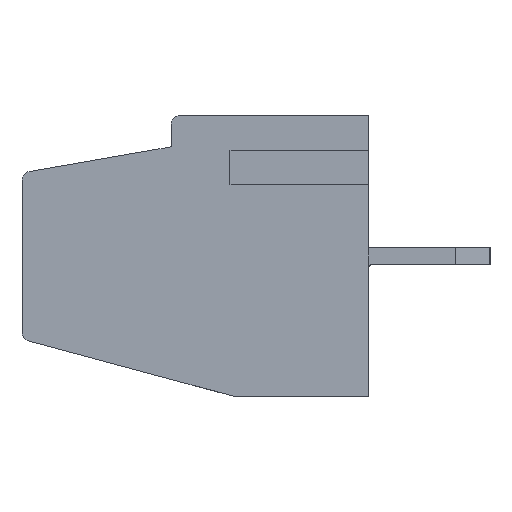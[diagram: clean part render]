
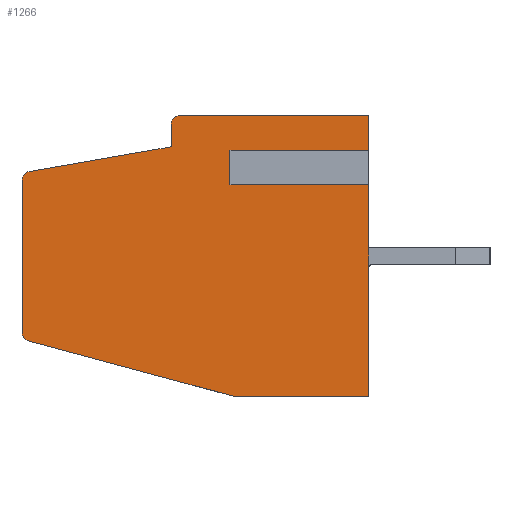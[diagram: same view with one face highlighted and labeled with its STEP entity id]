
A CAD part, left-side view. The second image highlights one B-rep face of the part: STEP entity #1266.
In plain terms, the highlighted planar face has unit normal (-1, 0, 0).
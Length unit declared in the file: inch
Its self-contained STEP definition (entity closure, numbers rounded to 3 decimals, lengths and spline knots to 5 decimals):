
#212 = DIRECTION ( 'NONE',  ( 0., 0., 1. ) ) ;
#244 = CIRCLE ( 'NONE', #3013, 0.00984 ) ;
#298 = EDGE_LOOP ( 'NONE', ( #5736, #4783, #3927, #5415, #5977, #4295, #472, #3964, #852, #2452 ) ) ;
#356 = EDGE_CURVE ( 'NONE', #6084, #5368, #2532, .T. ) ;
#407 = VERTEX_POINT ( 'NONE', #1809 ) ;
#422 = EDGE_CURVE ( 'NONE', #2173, #1357, #1846, .T. ) ;
#472 = ORIENTED_EDGE ( 'NONE', *, *, #5469, .T. ) ;
#530 = LINE ( 'NONE', #5806, #4687 ) ;
#682 = EDGE_CURVE ( 'NONE', #2024, #2173, #1800, .T. ) ;
#747 = VECTOR ( 'NONE', #6049, 39.37008 ) ;
#849 = VERTEX_POINT ( 'NONE', #1161 ) ;
#852 = ORIENTED_EDGE ( 'NONE', *, *, #6065, .F. ) ;
#1055 = CARTESIAN_POINT ( 'NONE',  ( -0.2, 0.02181, 0.12502 ) ) ;
#1161 = CARTESIAN_POINT ( 'NONE',  ( -0.2, -0.19685, 0.15945 ) ) ;
#1170 = LINE ( 'NONE', #3058, #5596 ) ;
#1266 = ADVANCED_FACE ( 'NONE', ( #3776 ), #3364, .F. ) ;
#1357 = VERTEX_POINT ( 'NONE', #5448 ) ;
#1480 = CARTESIAN_POINT ( 'NONE',  ( -0.2, 0.02756, 0.14961 ) ) ;
#1749 = EDGE_CURVE ( 'NONE', #407, #4886, #5432, .T. ) ;
#1800 = LINE ( 'NONE', #2389, #747 ) ;
#1809 = CARTESIAN_POINT ( 'NONE',  ( -0.2, 0.02756, 0.12402 ) ) ;
#1846 = LINE ( 'NONE', #3746, #5308 ) ;
#2006 = CARTESIAN_POINT ( 'NONE',  ( -0.2, 0.19685, 0.08621 ) ) ;
#2024 = VERTEX_POINT ( 'NONE', #5703 ) ;
#2173 = VERTEX_POINT ( 'NONE', #4559 ) ;
#2185 = DIRECTION ( 'NONE',  ( -1., 0., 0. ) ) ;
#2231 = DIRECTION ( 'NONE',  ( 0., 0., -1. ) ) ;
#2369 = CARTESIAN_POINT ( 'NONE',  ( -0.2, -0.19685, 0.15945 ) ) ;
#2389 = CARTESIAN_POINT ( 'NONE',  ( -0.2, 0.03709, -0.13756 ) ) ;
#2452 = ORIENTED_EDGE ( 'NONE', *, *, #356, .T. ) ;
#2532 = CIRCLE ( 'NONE', #5999, 0.00984 ) ;
#2600 = DIRECTION ( 'NONE',  ( 0., 0., -1. ) ) ;
#2666 = CARTESIAN_POINT ( 'NONE',  ( -0.2, 0.18701, -0.08695 ) ) ;
#2696 = VECTOR ( 'NONE', #5228, 39.37008 ) ;
#2760 = EDGE_CURVE ( 'NONE', #5675, #2024, #2902, .T. ) ;
#2880 = VECTOR ( 'NONE', #212, 39.37008 ) ;
#2895 = CARTESIAN_POINT ( 'NONE',  ( -0.2, -0.19685, 0.15945 ) ) ;
#2902 = CIRCLE ( 'NONE', #3604, 0.00984 ) ;
#2944 = DIRECTION ( 'NONE',  ( 0., -0.985, 0.172 ) ) ;
#3013 = AXIS2_PLACEMENT_3D ( 'NONE', #5522, #4075, #2231 ) ;
#3058 = CARTESIAN_POINT ( 'NONE',  ( -0.2, 0.19685, 0.15945 ) ) ;
#3133 = CARTESIAN_POINT ( 'NONE',  ( -0.2, 0.02756, 0. ) ) ;
#3332 = LINE ( 'NONE', #2369, #2696 ) ;
#3364 = PLANE ( 'NONE',  #3587 ) ;
#3497 = EDGE_CURVE ( 'NONE', #849, #1357, #3332, .T. ) ;
#3587 = AXIS2_PLACEMENT_3D ( 'NONE', #2895, #5746, #4316 ) ;
#3604 = AXIS2_PLACEMENT_3D ( 'NONE', #2666, #5523, #3635 ) ;
#3634 = EDGE_CURVE ( 'NONE', #3754, #849, #530, .T. ) ;
#3635 = DIRECTION ( 'NONE',  ( 0., 0., -1. ) ) ;
#3642 = CARTESIAN_POINT ( 'NONE',  ( -0.2, 0.01772, 0.15945 ) ) ;
#3746 = CARTESIAN_POINT ( 'NONE',  ( -0.2, -0.19685, -0.15945 ) ) ;
#3754 = VERTEX_POINT ( 'NONE', #3642 ) ;
#3776 = FACE_OUTER_BOUND ( 'NONE', #298, .T. ) ;
#3927 = ORIENTED_EDGE ( 'NONE', *, *, #682, .T. ) ;
#3964 = ORIENTED_EDGE ( 'NONE', *, *, #1749, .F. ) ;
#4075 = DIRECTION ( 'NONE',  ( -1., 0., 0. ) ) ;
#4272 = CARTESIAN_POINT ( 'NONE',  ( -0.2, 0.1887, 0.09591 ) ) ;
#4295 = ORIENTED_EDGE ( 'NONE', *, *, #3634, .F. ) ;
#4316 = DIRECTION ( 'NONE',  ( 0., 1., 0. ) ) ;
#4547 = CARTESIAN_POINT ( 'NONE',  ( -0.2, 0.19685, -0.08695 ) ) ;
#4559 = CARTESIAN_POINT ( 'NONE',  ( -0.2, -0.04409, -0.15945 ) ) ;
#4687 = VECTOR ( 'NONE', #5322, 39.37008 ) ;
#4783 = ORIENTED_EDGE ( 'NONE', *, *, #2760, .T. ) ;
#4886 = VERTEX_POINT ( 'NONE', #1480 ) ;
#5022 = DIRECTION ( 'NONE',  ( 0., 0., -1. ) ) ;
#5228 = DIRECTION ( 'NONE',  ( 0., 0., -1. ) ) ;
#5308 = VECTOR ( 'NONE', #6121, 39.37008 ) ;
#5316 = LINE ( 'NONE', #1055, #5996 ) ;
#5320 = EDGE_CURVE ( 'NONE', #5368, #5675, #1170, .T. ) ;
#5322 = DIRECTION ( 'NONE',  ( 0., -1., 0. ) ) ;
#5368 = VERTEX_POINT ( 'NONE', #2006 ) ;
#5415 = ORIENTED_EDGE ( 'NONE', *, *, #422, .T. ) ;
#5432 = LINE ( 'NONE', #3133, #2880 ) ;
#5448 = CARTESIAN_POINT ( 'NONE',  ( -0.2, -0.19685, -0.15945 ) ) ;
#5469 = EDGE_CURVE ( 'NONE', #3754, #4886, #244, .T. ) ;
#5522 = CARTESIAN_POINT ( 'NONE',  ( -0.2, 0.01772, 0.14961 ) ) ;
#5523 = DIRECTION ( 'NONE',  ( -1., 0., 0. ) ) ;
#5596 = VECTOR ( 'NONE', #2600, 39.37008 ) ;
#5675 = VERTEX_POINT ( 'NONE', #4547 ) ;
#5703 = CARTESIAN_POINT ( 'NONE',  ( -0.2, 0.18957, -0.09645 ) ) ;
#5736 = ORIENTED_EDGE ( 'NONE', *, *, #5320, .T. ) ;
#5746 = DIRECTION ( 'NONE',  ( 1., 0., 0. ) ) ;
#5806 = CARTESIAN_POINT ( 'NONE',  ( -0.2, -0.19685, 0.15945 ) ) ;
#5977 = ORIENTED_EDGE ( 'NONE', *, *, #3497, .F. ) ;
#5996 = VECTOR ( 'NONE', #2944, 39.37008 ) ;
#5999 = AXIS2_PLACEMENT_3D ( 'NONE', #6030, #2185, #5022 ) ;
#6030 = CARTESIAN_POINT ( 'NONE',  ( -0.2, 0.18701, 0.08621 ) ) ;
#6049 = DIRECTION ( 'NONE',  ( 0., -0.966, -0.26 ) ) ;
#6065 = EDGE_CURVE ( 'NONE', #6084, #407, #5316, .T. ) ;
#6084 = VERTEX_POINT ( 'NONE', #4272 ) ;
#6121 = DIRECTION ( 'NONE',  ( 0., -1., 0. ) ) ;
